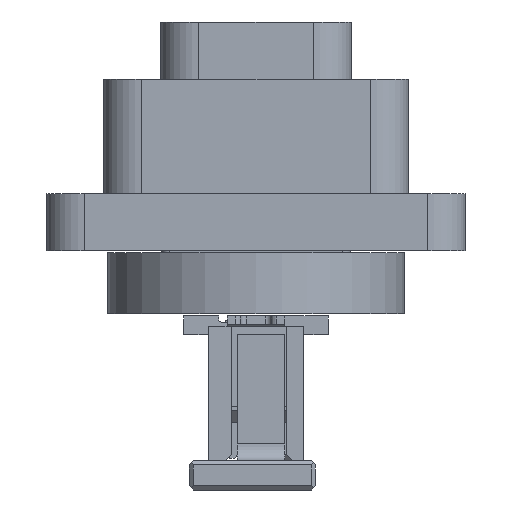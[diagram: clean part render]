
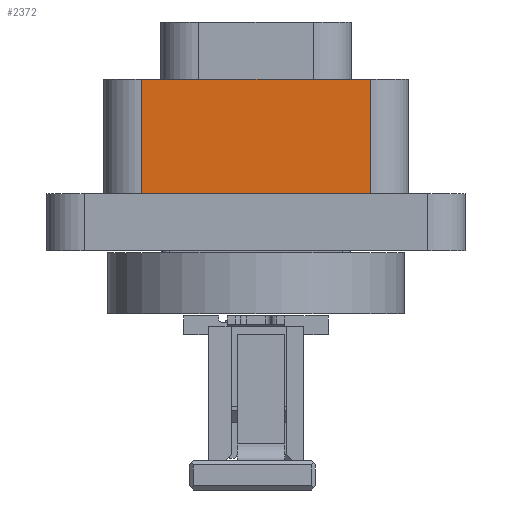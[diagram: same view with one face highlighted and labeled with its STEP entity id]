
A CAD part, left-side view. The second image highlights one B-rep face of the part: STEP entity #2372.
In plain terms, the highlighted planar face has unit normal (-1, 0, 0).
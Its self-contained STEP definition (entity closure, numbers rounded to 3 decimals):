
#1808 = VERTEX_POINT('',#1809);
#1809 = CARTESIAN_POINT('',(-13.8,3.,4.5));
#1827 = VERTEX_POINT('',#1828);
#1828 = CARTESIAN_POINT('',(-13.8,3.,1.5));
#1835 = EDGE_CURVE('',#1827,#1808,#1836,.T.);
#1836 = LINE('',#1837,#1838);
#1837 = CARTESIAN_POINT('',(-13.8,3.,0.));
#1838 = VECTOR('',#1839,1.);
#1839 = DIRECTION('',(0.,0.,1.));
#1881 = EDGE_CURVE('',#1808,#1882,#1884,.T.);
#1882 = VERTEX_POINT('',#1883);
#1883 = CARTESIAN_POINT('',(-13.8,-3.,4.5));
#1884 = LINE('',#1885,#1886);
#1885 = CARTESIAN_POINT('',(-13.8,4.,4.5));
#1886 = VECTOR('',#1887,1.);
#1887 = DIRECTION('',(0.,-1.,0.));
#2079 = VERTEX_POINT('',#2080);
#2080 = CARTESIAN_POINT('',(-13.8,-3.,1.5));
#2087 = EDGE_CURVE('',#2079,#1827,#2088,.T.);
#2088 = LINE('',#2089,#2090);
#2089 = CARTESIAN_POINT('',(-13.8,4.,1.5));
#2090 = VECTOR('',#2091,1.);
#2091 = DIRECTION('',(0.,1.,0.));
#2135 = EDGE_CURVE('',#1882,#2079,#2136,.T.);
#2136 = LINE('',#2137,#2138);
#2137 = CARTESIAN_POINT('',(-13.8,-3.,0.));
#2138 = VECTOR('',#2139,1.);
#2139 = DIRECTION('',(0.,0.,-1.));
#2372 = ADVANCED_FACE('',(#2373),#2379,.T.);
#2373 = FACE_BOUND('',#2374,.T.);
#2374 = EDGE_LOOP('',(#2375,#2376,#2377,#2378));
#2375 = ORIENTED_EDGE('',*,*,#1835,.F.);
#2376 = ORIENTED_EDGE('',*,*,#2087,.F.);
#2377 = ORIENTED_EDGE('',*,*,#2135,.F.);
#2378 = ORIENTED_EDGE('',*,*,#1881,.F.);
#2379 = PLANE('',#2380);
#2380 = AXIS2_PLACEMENT_3D('',#2381,#2382,#2383);
#2381 = CARTESIAN_POINT('',(-13.8,4.,0.));
#2382 = DIRECTION('',(-1.,0.,0.));
#2383 = DIRECTION('',(0.,-1.,0.));
